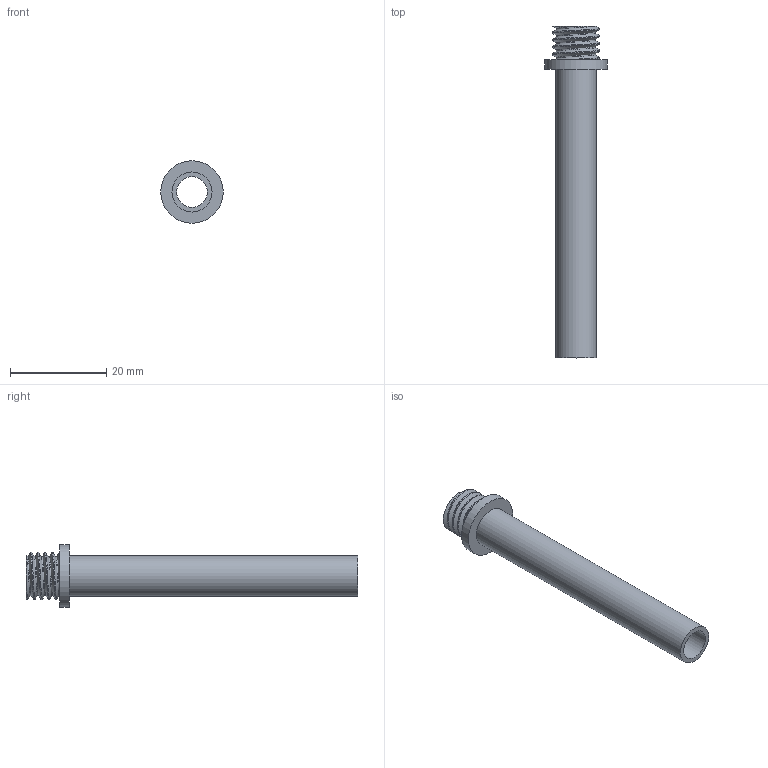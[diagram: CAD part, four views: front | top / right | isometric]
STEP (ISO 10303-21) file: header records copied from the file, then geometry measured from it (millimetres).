
FILE_DESCRIPTION(/* description */ (''),/* implementation_level */ '2;1');
FILE_NAME(/* name */ 'Plomb.step',/* time_stamp */ '2021-03-06T22:00:57+01:00',/* author */ (''),/* organization */ (''),/* preprocessor_version */ 'ST-DEVELOPER v18.1',/* originating_system */ 'Autodesk Translation Framework v9.10.0.1330',/* authorisation */ '');
FILE_SCHEMA (('AUTOMOTIVE_DESIGN { 1 0 10303 214 3 1 1 }'));
Length unit declared in the file: millimetre
Products named in the file (1): (Non enregistré)
Bounding box: 13 x 69 x 13 mm (x, y, z)
Volume: 1808.6 mm3; surface area: 3561.5 mm2
Topology: 1 solids, 1 shells, 21 faces, 51 edges, 34 vertices
Faces by surface type: cylinder 15, plane 4, bspline 2
Full cylindrical faces by diameter (mm): 6.35 x1, 8.141 x4, 8.35 x1, 9.85 x4, 13 x1
Entity records: 1992 total; most frequent: CARTESIAN_POINT 1506, ORIENTED_EDGE 102, DIRECTION 75, EDGE_CURVE 51, VERTEX_POINT 34, AXIS2_PLACEMENT_3D 31, B_SPLINE_CURVE_WITH_KNOTS 27, EDGE_LOOP 25
